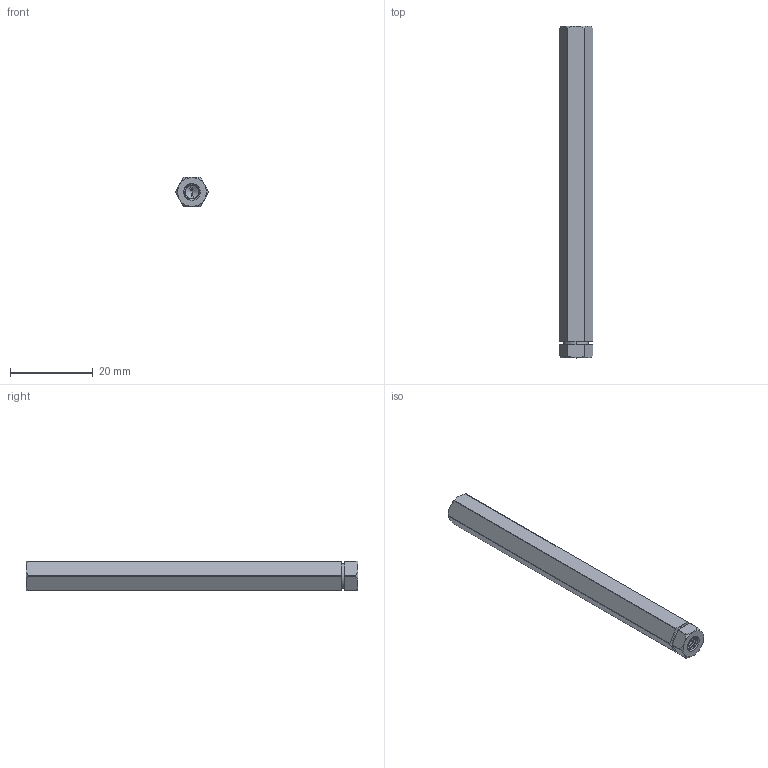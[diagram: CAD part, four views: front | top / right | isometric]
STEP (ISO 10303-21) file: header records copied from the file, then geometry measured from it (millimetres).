
FILE_DESCRIPTION(('FreeCAD Model'),'2;1');
FILE_NAME('Open CASCADE Shape Model','2023-06-16T20:37:45',( 'Roman Kuzmenko'),('OpenVMP'),'Open CASCADE STEP processor 7.6', 'FreeCAD','Unknown');
FILE_SCHEMA(('AP242_MANAGED_MODEL_BASED_3D_ENGINEERING_MIM_LF. {1 0 10303 442 1 1 4 }'));
Length unit declared in the file: millimetre
Products named in the file (1): Hex shaft 80mm 2106-4008-0800
Bounding box: 8 x 80 x 7 mm (x, y, z)
Volume: 3096.3 mm3; surface area: 2500.5 mm2
Topology: 1 solids, 1 shells, 198 faces, 564 edges, 368 vertices
Faces by surface type: cylinder 154, cone 22, plane 18, bspline 4
Entity records: 27177 total; most frequent: CARTESIAN_POINT 17455, DIRECTION 1461, ORIENTED_EDGE 1120, PCURVE 1120, DEFINITIONAL_REPRESENTATION 1120, LINE 910, VECTOR 910, EDGE_CURVE 560
